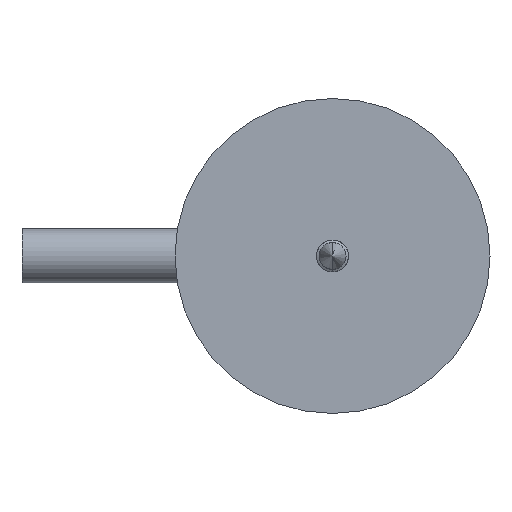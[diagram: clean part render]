
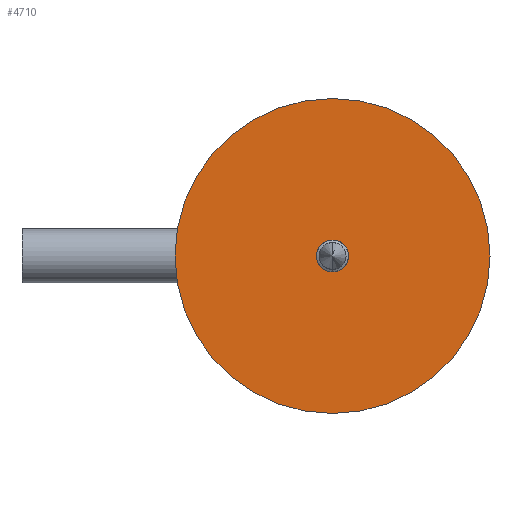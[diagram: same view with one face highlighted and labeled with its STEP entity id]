
A CAD part, left-side view. The second image highlights one B-rep face of the part: STEP entity #4710.
In plain terms, the highlighted planar face has unit normal (-1, 0, 0).
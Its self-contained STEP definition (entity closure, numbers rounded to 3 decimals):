
#13 = CIRCLE ( 'NONE', #2053, 3. ) ;
#422 = CIRCLE ( 'NONE', #3191, 35. ) ;
#449 = VERTEX_POINT ( 'NONE', #794 ) ;
#794 = CARTESIAN_POINT ( 'NONE',  ( 0., 0., -35. ) ) ;
#1156 = ORIENTED_EDGE ( 'NONE', *, *, #3004, .T. ) ;
#1324 = VERTEX_POINT ( 'NONE', #5715 ) ;
#1669 = FACE_BOUND ( 'NONE', #5549, .T. ) ;
#1764 = AXIS2_PLACEMENT_3D ( 'NONE', #4632, #4154, #4561 ) ;
#1813 = DIRECTION ( 'NONE',  ( 0., 0., 1. ) ) ;
#1990 = CARTESIAN_POINT ( 'NONE',  ( 0., 0., 0. ) ) ;
#2053 = AXIS2_PLACEMENT_3D ( 'NONE', #4813, #5289, #4690 ) ;
#2181 = VERTEX_POINT ( 'NONE', #3204 ) ;
#2269 = CIRCLE ( 'NONE', #6011, 35. ) ;
#2414 = EDGE_CURVE ( 'NONE', #5100, #1324, #13, .T. ) ;
#2557 = FACE_OUTER_BOUND ( 'NONE', #3424, .T. ) ;
#3004 = EDGE_CURVE ( 'NONE', #2181, #449, #2269, .T. ) ;
#3030 = CARTESIAN_POINT ( 'NONE',  ( 0., 0., 0. ) ) ;
#3191 = AXIS2_PLACEMENT_3D ( 'NONE', #1990, #5892, #5864 ) ;
#3196 = CIRCLE ( 'NONE', #5315, 3. ) ;
#3204 = CARTESIAN_POINT ( 'NONE',  ( 0., 0., 35. ) ) ;
#3286 = EDGE_CURVE ( 'NONE', #449, #2181, #422, .T. ) ;
#3424 = EDGE_LOOP ( 'NONE', ( #1156, #5323 ) ) ;
#3636 = CARTESIAN_POINT ( 'NONE',  ( 0., 0., -3. ) ) ;
#3849 = CARTESIAN_POINT ( 'NONE',  ( 0., 0., 0. ) ) ;
#4154 = DIRECTION ( 'NONE',  ( 1., 0., 0. ) ) ;
#4191 = ORIENTED_EDGE ( 'NONE', *, *, #5290, .F. ) ;
#4561 = DIRECTION ( 'NONE',  ( 0., 0., -1. ) ) ;
#4632 = CARTESIAN_POINT ( 'NONE',  ( 0., 3., 0. ) ) ;
#4690 = DIRECTION ( 'NONE',  ( 0., 0., 1. ) ) ;
#4710 = ADVANCED_FACE ( 'NONE', ( #2557, #1669 ), #5986, .F. ) ;
#4813 = CARTESIAN_POINT ( 'NONE',  ( 0., 0., 0. ) ) ;
#4953 = DIRECTION ( 'NONE',  ( -1., 0., 0. ) ) ;
#5100 = VERTEX_POINT ( 'NONE', #3636 ) ;
#5278 = DIRECTION ( 'NONE',  ( -1., 0., 0. ) ) ;
#5289 = DIRECTION ( 'NONE',  ( -1., 0., 0. ) ) ;
#5290 = EDGE_CURVE ( 'NONE', #1324, #5100, #3196, .T. ) ;
#5315 = AXIS2_PLACEMENT_3D ( 'NONE', #3849, #5278, #1813 ) ;
#5323 = ORIENTED_EDGE ( 'NONE', *, *, #3286, .T. ) ;
#5465 = DIRECTION ( 'NONE',  ( 0., 0., 1. ) ) ;
#5549 = EDGE_LOOP ( 'NONE', ( #4191, #5678 ) ) ;
#5678 = ORIENTED_EDGE ( 'NONE', *, *, #2414, .F. ) ;
#5715 = CARTESIAN_POINT ( 'NONE',  ( 0., 0., 3. ) ) ;
#5864 = DIRECTION ( 'NONE',  ( 0., 0., 1. ) ) ;
#5892 = DIRECTION ( 'NONE',  ( -1., 0., 0. ) ) ;
#5986 = PLANE ( 'NONE',  #1764 ) ;
#6011 = AXIS2_PLACEMENT_3D ( 'NONE', #3030, #4953, #5465 ) ;
